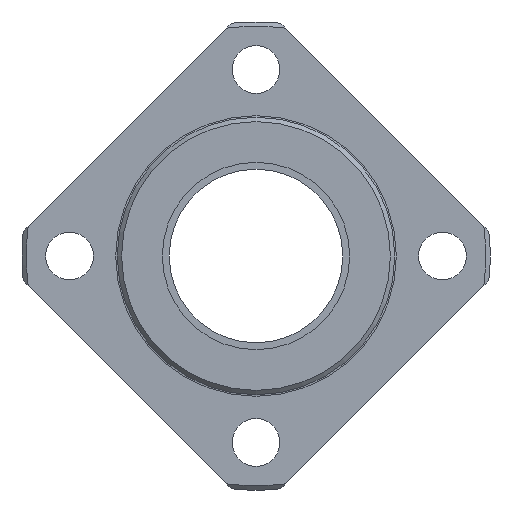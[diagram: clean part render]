
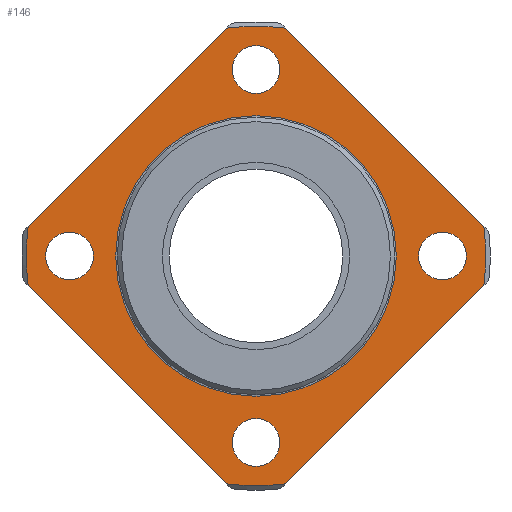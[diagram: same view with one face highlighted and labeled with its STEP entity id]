
A CAD part, left-side view. The second image highlights one B-rep face of the part: STEP entity #146.
In plain terms, the highlighted planar face has unit normal (-1, 0, 0).
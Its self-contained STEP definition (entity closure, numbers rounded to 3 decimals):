
#146 = ADVANCED_FACE( '', ( #306, #307, #308, #309, #310, #311 ), #312, .T. );
#306 = FACE_BOUND( '', #484, .T. );
#307 = FACE_BOUND( '', #485, .T. );
#308 = FACE_BOUND( '', #486, .T. );
#309 = FACE_OUTER_BOUND( '', #487, .T. );
#310 = FACE_BOUND( '', #488, .T. );
#311 = FACE_BOUND( '', #489, .T. );
#312 = PLANE( '', #490 );
#484 = EDGE_LOOP( '', ( #753 ) );
#485 = EDGE_LOOP( '', ( #754 ) );
#486 = EDGE_LOOP( '', ( #755 ) );
#487 = EDGE_LOOP( '', ( #756, #757, #758, #759, #760, #761, #762, #763 ) );
#488 = EDGE_LOOP( '', ( #764 ) );
#489 = EDGE_LOOP( '', ( #765 ) );
#490 = AXIS2_PLACEMENT_3D( '', #766, #767, #768 );
#753 = ORIENTED_EDGE( '', *, *, #974, .T. );
#754 = ORIENTED_EDGE( '', *, *, #881, .T. );
#755 = ORIENTED_EDGE( '', *, *, #975, .T. );
#756 = ORIENTED_EDGE( '', *, *, #928, .F. );
#757 = ORIENTED_EDGE( '', *, *, #976, .F. );
#758 = ORIENTED_EDGE( '', *, *, #977, .F. );
#759 = ORIENTED_EDGE( '', *, *, #907, .F. );
#760 = ORIENTED_EDGE( '', *, *, #938, .F. );
#761 = ORIENTED_EDGE( '', *, *, #978, .F. );
#762 = ORIENTED_EDGE( '', *, *, #895, .F. );
#763 = ORIENTED_EDGE( '', *, *, #915, .F. );
#764 = ORIENTED_EDGE( '', *, *, #947, .T. );
#765 = ORIENTED_EDGE( '', *, *, #952, .T. );
#766 = CARTESIAN_POINT( '', ( 8., 26.5, 0. ) );
#767 = DIRECTION( '', ( -1., 0., 0. ) );
#768 = DIRECTION( '', ( 0., 0., 1. ) );
#881 = EDGE_CURVE( '', #1003, #1003, #1004, .F. );
#895 = EDGE_CURVE( '', #1025, #1028, #1029, .T. );
#907 = EDGE_CURVE( '', #1047, #1049, #1050, .T. );
#915 = EDGE_CURVE( '', #1061, #1025, #1063, .T. );
#928 = EDGE_CURVE( '', #1081, #1061, #1084, .T. );
#938 = EDGE_CURVE( '', #1096, #1047, #1098, .T. );
#947 = EDGE_CURVE( '', #1110, #1110, #1111, .T. );
#952 = EDGE_CURVE( '', #1118, #1118, #1119, .T. );
#974 = EDGE_CURVE( '', #1150, #1150, #1151, .T. );
#975 = EDGE_CURVE( '', #1152, #1152, #1153, .T. );
#976 = EDGE_CURVE( '', #1154, #1081, #1155, .T. );
#977 = EDGE_CURVE( '', #1049, #1154, #1156, .T. );
#978 = EDGE_CURVE( '', #1028, #1096, #1157, .T. );
#1003 = VERTEX_POINT( '', #1186 );
#1004 = CIRCLE( '', #1187, 2.75 );
#1025 = VERTEX_POINT( '', #1210 );
#1028 = VERTEX_POINT( '', #1216 );
#1029 = CIRCLE( '', #1217, 26.5 );
#1047 = VERTEX_POINT( '', #1242 );
#1049 = VERTEX_POINT( '', #1247 );
#1050 = LINE( '', #1248, #1249 );
#1061 = VERTEX_POINT( '', #1271 );
#1063 = LINE( '', #1276, #1277 );
#1081 = VERTEX_POINT( '', #1303 );
#1084 = CIRCLE( '', #1309, 26.5 );
#1096 = VERTEX_POINT( '', #1322 );
#1098 = CIRCLE( '', #1327, 26.5 );
#1110 = VERTEX_POINT( '', #1345 );
#1111 = CIRCLE( '', #1346, 2.75 );
#1118 = VERTEX_POINT( '', #1353 );
#1119 = CIRCLE( '', #1354, 2.75 );
#1150 = VERTEX_POINT( '', #1390 );
#1151 = CIRCLE( '', #1391, 16.18 );
#1152 = VERTEX_POINT( '', #1392 );
#1153 = CIRCLE( '', #1393, 2.75 );
#1154 = VERTEX_POINT( '', #1394 );
#1155 = LINE( '', #1395, #1396 );
#1156 = CIRCLE( '', #1397, 26.5 );
#1157 = LINE( '', #1398, #1399 );
#1186 = CARTESIAN_POINT( '', ( 8., 21.5, 2.75 ) );
#1187 = AXIS2_PLACEMENT_3D( '', #1433, #1434, #1435 );
#1210 = CARTESIAN_POINT( '', ( 8., 3.42, 26.278 ) );
#1216 = CARTESIAN_POINT( '', ( 8., -3.42, 26.278 ) );
#1217 = AXIS2_PLACEMENT_3D( '', #1456, #1457, #1458 );
#1242 = CARTESIAN_POINT( '', ( 8., -26.278, -3.42 ) );
#1247 = CARTESIAN_POINT( '', ( 8., -3.42, -26.278 ) );
#1248 = CARTESIAN_POINT( '', ( 8., -29.698, 0. ) );
#1249 = VECTOR( '', #1472, 1000. );
#1271 = CARTESIAN_POINT( '', ( 8., 26.278, 3.42 ) );
#1276 = CARTESIAN_POINT( '', ( 8., 29.698, 0. ) );
#1277 = VECTOR( '', #1475, 1000. );
#1303 = CARTESIAN_POINT( '', ( 8., 26.278, -3.42 ) );
#1309 = AXIS2_PLACEMENT_3D( '', #1490, #1491, #1492 );
#1322 = CARTESIAN_POINT( '', ( 8., -26.278, 3.42 ) );
#1327 = AXIS2_PLACEMENT_3D( '', #1506, #1507, #1508 );
#1345 = CARTESIAN_POINT( '', ( 8., -21.5, -2.75 ) );
#1346 = AXIS2_PLACEMENT_3D( '', #1518, #1519, #1520 );
#1353 = CARTESIAN_POINT( '', ( 8., 0., 18.75 ) );
#1354 = AXIS2_PLACEMENT_3D( '', #1527, #1528, #1529 );
#1390 = CARTESIAN_POINT( '', ( 8., 0., -16.18 ) );
#1391 = AXIS2_PLACEMENT_3D( '', #1559, #1560, #1561 );
#1392 = CARTESIAN_POINT( '', ( 8., 0., -24.25 ) );
#1393 = AXIS2_PLACEMENT_3D( '', #1562, #1563, #1564 );
#1394 = CARTESIAN_POINT( '', ( 8., 3.42, -26.278 ) );
#1395 = CARTESIAN_POINT( '', ( 8., 0., -29.698 ) );
#1396 = VECTOR( '', #1565, 1000. );
#1397 = AXIS2_PLACEMENT_3D( '', #1566, #1567, #1568 );
#1398 = CARTESIAN_POINT( '', ( 8., 0., 29.698 ) );
#1399 = VECTOR( '', #1569, 1000. );
#1433 = CARTESIAN_POINT( '', ( 8., 21.5, 0. ) );
#1434 = DIRECTION( '', ( -1., 0., 0. ) );
#1435 = DIRECTION( '', ( 0., 0., 1. ) );
#1456 = CARTESIAN_POINT( '', ( 8., 0., 0. ) );
#1457 = DIRECTION( '', ( 1., 0., 0. ) );
#1458 = DIRECTION( '', ( 0., 0., -1. ) );
#1472 = DIRECTION( '', ( 0., 0.707, -0.707 ) );
#1475 = DIRECTION( '', ( 0., -0.707, 0.707 ) );
#1490 = CARTESIAN_POINT( '', ( 8., 0., 0. ) );
#1491 = DIRECTION( '', ( 1., 0., 0. ) );
#1492 = DIRECTION( '', ( 0., 0., -1. ) );
#1506 = CARTESIAN_POINT( '', ( 8., 0., 0. ) );
#1507 = DIRECTION( '', ( 1., 0., 0. ) );
#1508 = DIRECTION( '', ( 0., 0., -1. ) );
#1518 = CARTESIAN_POINT( '', ( 8., -21.5, 0. ) );
#1519 = DIRECTION( '', ( 1., 0., 0. ) );
#1520 = DIRECTION( '', ( 0., 0., -1. ) );
#1527 = CARTESIAN_POINT( '', ( 8., 0., 21.5 ) );
#1528 = DIRECTION( '', ( 1., 0., 0. ) );
#1529 = DIRECTION( '', ( 0., 0., -1. ) );
#1559 = CARTESIAN_POINT( '', ( 8., 0., 0. ) );
#1560 = DIRECTION( '', ( 1., 0., 0. ) );
#1561 = DIRECTION( '', ( 0., 0., -1. ) );
#1562 = CARTESIAN_POINT( '', ( 8., 0., -21.5 ) );
#1563 = DIRECTION( '', ( 1., 0., 0. ) );
#1564 = DIRECTION( '', ( 0., 0., -1. ) );
#1565 = DIRECTION( '', ( 0., 0.707, 0.707 ) );
#1566 = CARTESIAN_POINT( '', ( 8., 0., 0. ) );
#1567 = DIRECTION( '', ( 1., 0., 0. ) );
#1568 = DIRECTION( '', ( 0., 0., -1. ) );
#1569 = DIRECTION( '', ( 0., -0.707, -0.707 ) );
